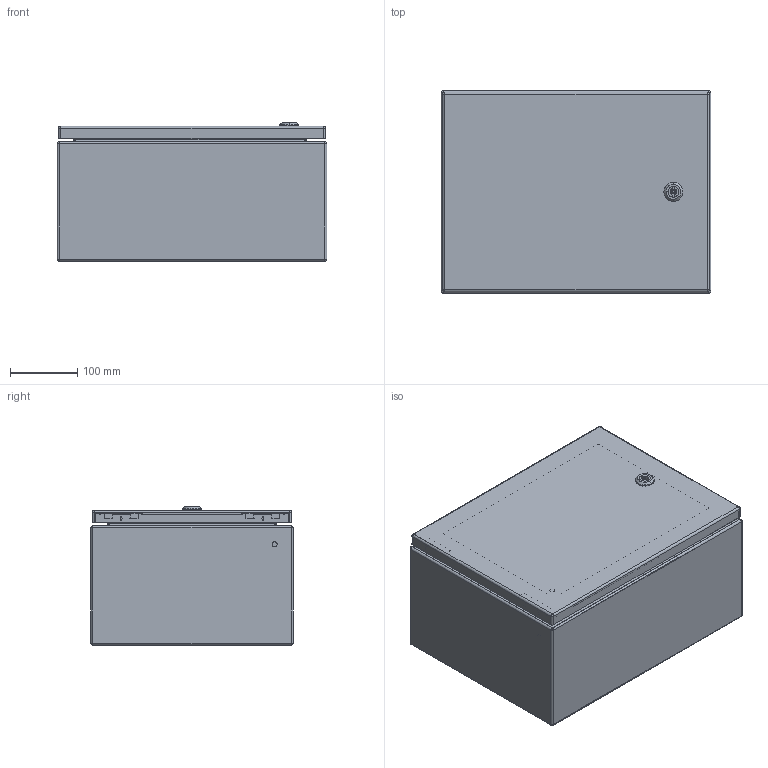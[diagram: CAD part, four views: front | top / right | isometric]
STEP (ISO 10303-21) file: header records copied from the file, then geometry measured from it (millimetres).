
FILE_DESCRIPTION(('CATIA V5 STEP Exchange','CAx-IF Rec.Pracs.--- Model Styling and Organization---1.5--- 2016-08-15','CAx-IF Rec.Pracs.---Supplemental Geometry---1.0---2011-11-01','CAx-IF Rec.Pracs.--- Composite Materials ---1.1---2010-07-15'),'2;1');
FILE_NAME ('2017058-18_1', '2025-01-23T08:21:14+00:00', ('none'), ('Weidmueller'), 'CATIA Version 5-6 Release 2022 SP4 HF5', 'CATIA V5 STEP AP214 v3', 'none');
FILE_SCHEMA(('AUTOMOTIVE_DESIGN { 1 0 10303 214 1 1 1 1 }'));
Length unit declared in the file: millimetre
Products named in the file (1): KEBi_QL_304020_0GP
Bounding box: 400 x 300 x 205 mm (x, y, z)
Volume: 1042492.6 mm3; surface area: 1124990.6 mm2
Topology: 3 solids, 6 shells, 941 faces, 2432 edges, 1529 vertices
Faces by surface type: plane 392, cylinder 351, bspline 74, torus 56, cone 44, sphere 24
Entity records: 31811 total; most frequent: CARTESIAN_POINT 10624, ORIENTED_EDGE 4816, DIRECTION 3065, EDGE_CURVE 2408, VERTEX_POINT 1529, AXIS2_PLACEMENT_3D 1324, VECTOR 1132, LINE 1132
